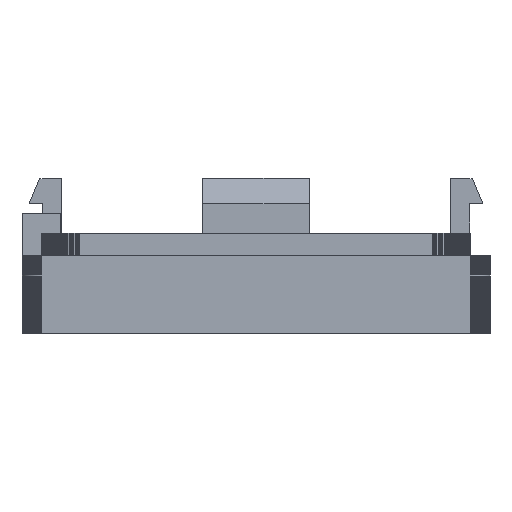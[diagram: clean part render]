
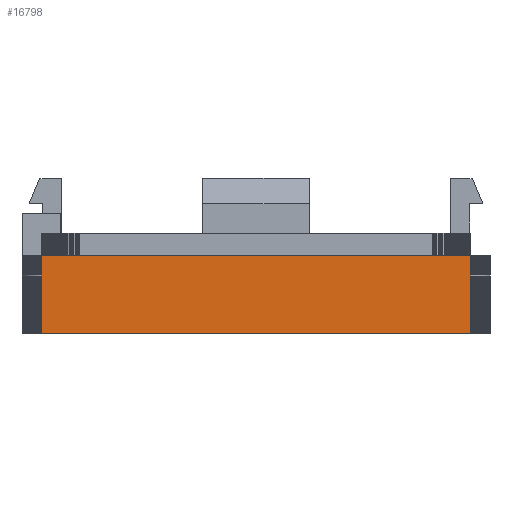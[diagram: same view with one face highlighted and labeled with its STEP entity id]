
A CAD part, front view. The second image highlights one B-rep face of the part: STEP entity #16798.
In plain terms, the highlighted planar face has unit normal (0, -1, 0).
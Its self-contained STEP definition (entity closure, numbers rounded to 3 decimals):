
#424 = VERTEX_POINT('',#425);
#425 = CARTESIAN_POINT('',(-11.124,-27.124,
    -0.01));
#431 = EDGE_CURVE('',#432,#424,#434,.T.);
#432 = VERTEX_POINT('',#433);
#433 = CARTESIAN_POINT('',(11.126,-27.124,
    -0.01));
#434 = LINE('',#435,#436);
#435 = CARTESIAN_POINT('',(11.126,-27.124,
    -0.01));
#436 = VECTOR('',#437,1.);
#437 = DIRECTION('',(-1.,0.,0.));
#5538 = EDGE_CURVE('',#432,#5539,#5541,.T.);
#5539 = VERTEX_POINT('',#5540);
#5540 = CARTESIAN_POINT('',(11.126,-27.124,
    -4.04));
#5541 = LINE('',#5542,#5543);
#5542 = CARTESIAN_POINT('',(11.126,-27.124,
    -0.01));
#5543 = VECTOR('',#5544,1.);
#5544 = DIRECTION('',(0.,0.,-1.));
#6724 = EDGE_CURVE('',#5539,#6725,#6727,.T.);
#6725 = VERTEX_POINT('',#6726);
#6726 = CARTESIAN_POINT('',(-11.124,-27.124,
    -4.04));
#6727 = LINE('',#6728,#6729);
#6728 = CARTESIAN_POINT('',(11.126,-27.124,
    -4.04));
#6729 = VECTOR('',#6730,1.);
#6730 = DIRECTION('',(-1.,0.,0.));
#14981 = EDGE_CURVE('',#6725,#424,#14982,.T.);
#14982 = LINE('',#14983,#14984);
#14983 = CARTESIAN_POINT('',(-11.124,-27.124,
    -4.04));
#14984 = VECTOR('',#14985,1.);
#14985 = DIRECTION('',(0.,0.,1.));
#16798 = ADVANCED_FACE('',(#16799),#16805,.T.);
#16799 = FACE_BOUND('',#16800,.T.);
#16800 = EDGE_LOOP('',(#16801,#16802,#16803,#16804));
#16801 = ORIENTED_EDGE('',*,*,#431,.T.);
#16802 = ORIENTED_EDGE('',*,*,#14981,.F.);
#16803 = ORIENTED_EDGE('',*,*,#6724,.F.);
#16804 = ORIENTED_EDGE('',*,*,#5538,.F.);
#16805 = PLANE('',#16806);
#16806 = AXIS2_PLACEMENT_3D('',#16807,#16808,#16809);
#16807 = CARTESIAN_POINT('',(0.001,-27.124,
    -2.025));
#16808 = DIRECTION('',(0.,-1.,0.));
#16809 = DIRECTION('',(0.,0.,-1.));
